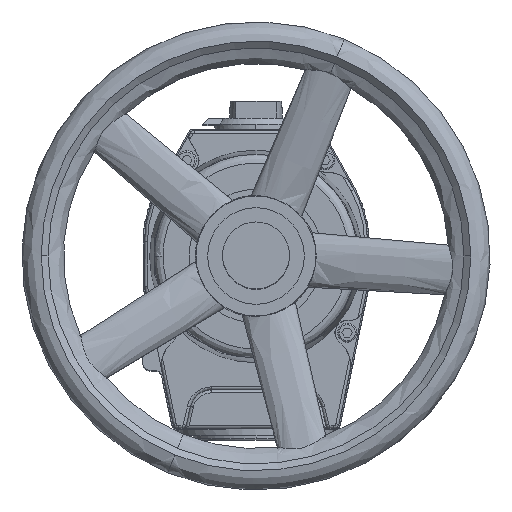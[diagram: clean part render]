
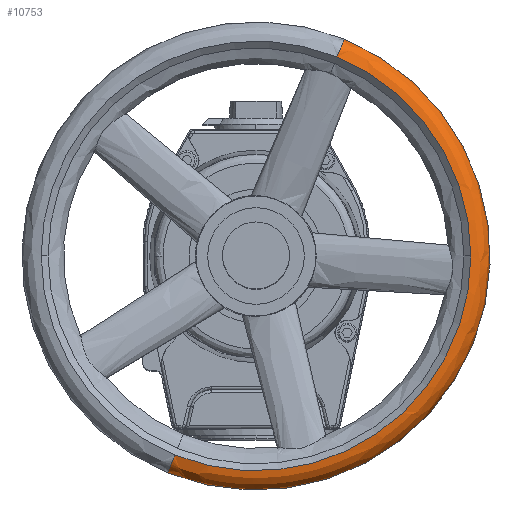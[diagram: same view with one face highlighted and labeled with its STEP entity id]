
A CAD part, top view. The second image highlights one B-rep face of the part: STEP entity #10753.
In plain terms, the highlighted free-form (B-spline) face has degree [3, 3] with [4, 4] control points.
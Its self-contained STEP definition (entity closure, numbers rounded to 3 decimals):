
#71 = VERTEX_POINT ( 'NONE', #1314 ) ;
#1314 = CARTESIAN_POINT ( 'NONE',  ( -66.475, -156.096, 356.9 ) ) ;
#1926 = CIRCLE ( 'NONE', #13645, 13. ) ;
#2321 = CARTESIAN_POINT ( 'NONE',  ( 52.486, 135.577, 356.9 ) ) ;
#2371 = CIRCLE ( 'NONE', #13789, 144.5 ) ;
#2395 = CIRCLE ( 'NONE', #10535, 13. ) ;
#2454 = DIRECTION ( 'NONE',  ( 0., 0., -1. ) ) ;
#2973 = ORIENTED_EDGE ( 'NONE', *, *, #19318, .T. ) ;
#3133 = VERTEX_POINT ( 'NONE', #11136 ) ;
#4407 = CARTESIAN_POINT ( 'NONE',  ( -64.441, -151.11, 369.9 ) ) ;
#4750 = EDGE_CURVE ( 'NONE', #22205, #8590, #1926, .T. ) ;
#4981 = AXIS2_PLACEMENT_3D ( 'NONE', #17455, #13432, #23842 ) ;
#5931 = VERTEX_POINT ( 'NONE', #26052 ) ;
#6138 = CARTESIAN_POINT ( 'NONE',  ( 344.159, 16.617, 356.9 ) ) ;
#6318 = CARTESIAN_POINT ( 'NONE',  ( 344.159, 16.617, 364.515 ) ) ;
#6881 = DIRECTION ( 'NONE',  ( 0., 0., -1. ) ) ;
#7396 = ORIENTED_EDGE ( 'NONE', *, *, #18866, .F. ) ;
#8084 = AXIS2_PLACEMENT_3D ( 'NONE', #10547, #2454, #14746 ) ;
#8334 = CARTESIAN_POINT ( 'NONE',  ( 50.452, 130.591, 369.9 ) ) ;
#8498 = CARTESIAN_POINT ( 'NONE',  ( -61.565, -144.059, 369.9 ) ) ;
#8590 = VERTEX_POINT ( 'NONE', #18433 ) ;
#10306 = EDGE_CURVE ( 'NONE', #71, #5931, #2395, .T. ) ;
#10408 = CARTESIAN_POINT ( 'NONE',  ( 206.033, -253.201, 369.9 ) ) ;
#10493 = CARTESIAN_POINT ( 'NONE',  ( 47.576, 123.54, 369.9 ) ) ;
#10535 = AXIS2_PLACEMENT_3D ( 'NONE', #17759, #11273, #15484 ) ;
#10547 = CARTESIAN_POINT ( 'NONE',  ( -6.995, -10.26, 356.9 ) ) ;
#10576 = CARTESIAN_POINT ( 'NONE',  ( 225.199, -275.057, 364.515 ) ) ;
#10753 = ADVANCED_FACE ( 'NONE', ( #11438 ), #18124, .T. ) ;
#10846 = EDGE_CURVE ( 'NONE', #3133, #5931, #2371, .T. ) ;
#11136 = CARTESIAN_POINT ( 'NONE',  ( 137.505, -10.26, 369.9 ) ) ;
#11204 = CIRCLE ( 'NONE', #4981, 144.5 ) ;
#11273 = DIRECTION ( 'NONE',  ( -0.926, 0.378, 0. ) ) ;
#11438 = FACE_OUTER_BOUND ( 'NONE', #18356, .T. ) ;
#12418 = CARTESIAN_POINT ( 'NONE',  ( 217.26, -266.004, 369.9 ) ) ;
#12672 = CARTESIAN_POINT ( 'NONE',  ( 315.175, 14.398, 369.9 ) ) ;
#12903 = DIRECTION ( 'NONE',  ( 0.378, 0.926, 0. ) ) ;
#13432 = DIRECTION ( 'NONE',  ( 0., 0., -1. ) ) ;
#13645 = AXIS2_PLACEMENT_3D ( 'NONE', #26346, #20051, #25723 ) ;
#13789 = AXIS2_PLACEMENT_3D ( 'NONE', #23236, #6881, #12903 ) ;
#14746 = DIRECTION ( 'NONE',  ( -0.378, -0.926, 0. ) ) ;
#15144 = ORIENTED_EDGE ( 'NONE', *, *, #4750, .T. ) ;
#15484 = DIRECTION ( 'NONE',  ( -0.378, -0.926, 0. ) ) ;
#16874 = CARTESIAN_POINT ( 'NONE',  ( 332.153, 15.698, 369.9 ) ) ;
#16979 = ORIENTED_EDGE ( 'NONE', *, *, #10846, .T. ) ;
#17455 = CARTESIAN_POINT ( 'NONE',  ( -6.995, -10.26, 369.9 ) ) ;
#17535 = CARTESIAN_POINT ( 'NONE',  ( 52.486, 135.577, 356.9 ) ) ;
#17759 = CARTESIAN_POINT ( 'NONE',  ( -61.565, -144.059, 356.9 ) ) ;
#18124 =( BOUNDED_SURFACE ( )  B_SPLINE_SURFACE ( 3, 3, ( 
 ( #2321, #6138, #23078, #25095 ),
 ( #20710, #6318, #10576, #21049 ),
 ( #8334, #16874, #12418, #4407 ),
 ( #10493, #12672, #10408, #8498 ) ),
 .UNSPECIFIED., .F., .F., .F. ) 
 B_SPLINE_SURFACE_WITH_KNOTS ( ( 4, 4 ),
 ( 4, 4 ),
 ( 0., 1. ),
 ( 0., 1. ),
 .UNSPECIFIED. ) 
 GEOMETRIC_REPRESENTATION_ITEM ( )  RATIONAL_B_SPLINE_SURFACE ( (
 ( 1., 0.333, 0.333, 1.),
 ( 0.805, 0.268, 0.268, 0.805),
 ( 0.805, 0.268, 0.268, 0.805),
 ( 1., 0.333, 0.333, 1.) ) ) 
 REPRESENTATION_ITEM ( '' )  SURFACE ( )  );
#18356 = EDGE_LOOP ( 'NONE', ( #7396, #15144, #2973, #16979, #19278 ) ) ;
#18433 = CARTESIAN_POINT ( 'NONE',  ( 47.576, 123.54, 369.9 ) ) ;
#18866 = EDGE_CURVE ( 'NONE', #22205, #71, #20043, .T. ) ;
#19278 = ORIENTED_EDGE ( 'NONE', *, *, #10306, .F. ) ;
#19318 = EDGE_CURVE ( 'NONE', #8590, #3133, #11204, .T. ) ;
#20043 = CIRCLE ( 'NONE', #8084, 157.5 ) ;
#20051 = DIRECTION ( 'NONE',  ( 0.926, -0.378, 0. ) ) ;
#20710 = CARTESIAN_POINT ( 'NONE',  ( 52.486, 135.577, 364.515 ) ) ;
#21049 = CARTESIAN_POINT ( 'NONE',  ( -66.475, -156.096, 364.515 ) ) ;
#22205 = VERTEX_POINT ( 'NONE', #17535 ) ;
#23078 = CARTESIAN_POINT ( 'NONE',  ( 225.199, -275.057, 356.9 ) ) ;
#23236 = CARTESIAN_POINT ( 'NONE',  ( -6.995, -10.26, 369.9 ) ) ;
#23842 = DIRECTION ( 'NONE',  ( 0.378, 0.926, 0. ) ) ;
#25095 = CARTESIAN_POINT ( 'NONE',  ( -66.475, -156.096, 356.9 ) ) ;
#25723 = DIRECTION ( 'NONE',  ( 0.378, 0.926, 0. ) ) ;
#26052 = CARTESIAN_POINT ( 'NONE',  ( -61.565, -144.059, 369.9 ) ) ;
#26346 = CARTESIAN_POINT ( 'NONE',  ( 47.576, 123.54, 356.9 ) ) ;
